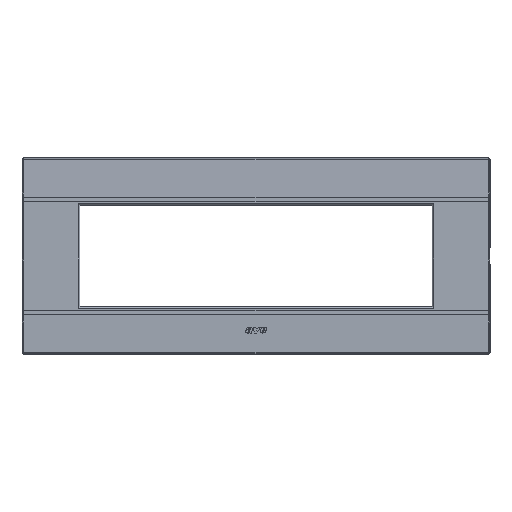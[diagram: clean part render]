
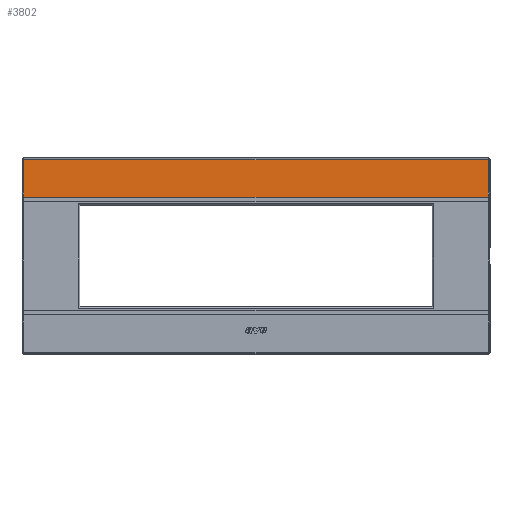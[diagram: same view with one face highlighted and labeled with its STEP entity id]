
A CAD part, top view. The second image highlights one B-rep face of the part: STEP entity #3802.
In plain terms, the highlighted planar face has unit normal (0, 0.018, 1).
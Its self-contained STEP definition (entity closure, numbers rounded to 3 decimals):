
#3637=CARTESIAN_POINT('Line Origine',(52.5,26.447,5.482)) ;
#3641=CARTESIAN_POINT('Vertex',(104.238,26.447,5.482)) ;
#3643=CARTESIAN_POINT('Vertex',(-104.238,26.447,5.482)) ;
#3772=CARTESIAN_POINT('Axis2P3D Location',(0.,25.4,5.5)) ;
#3777=CARTESIAN_POINT('Line Origine',(104.246,34.855,5.335)) ;
#3781=CARTESIAN_POINT('Vertex',(104.254,43.262,5.188)) ;
#3784=CARTESIAN_POINT('Line Origine',(0.,43.262,5.188)) ;
#3788=CARTESIAN_POINT('Vertex',(-104.254,43.262,5.188)) ;
#3791=CARTESIAN_POINT('Line Origine',(-104.246,34.855,5.335)) ;
#3638=DIRECTION('Vector Direction',(1.,0.,0.)) ;
#3773=DIRECTION('Axis2P3D Direction',(0.,-0.017,-1.)) ;
#3774=DIRECTION('Axis2P3D XDirection',(0.,1.,-0.017)) ;
#3778=DIRECTION('Vector Direction',(0.001,1.,-0.017)) ;
#3785=DIRECTION('Vector Direction',(-1.,0.,0.)) ;
#3792=DIRECTION('Vector Direction',(-0.001,1.,-0.017)) ;
#3775=AXIS2_PLACEMENT_3D('Plane Axis2P3D',#3772,#3773,#3774) ;
#3797=ORIENTED_EDGE('',*,*,#3783,.T.) ;
#3798=ORIENTED_EDGE('',*,*,#3790,.F.) ;
#3799=ORIENTED_EDGE('',*,*,#3795,.F.) ;
#3800=ORIENTED_EDGE('',*,*,#3645,.F.) ;
#3639=VECTOR('Line Direction',#3638,1.) ;
#3779=VECTOR('Line Direction',#3778,1.) ;
#3786=VECTOR('Line Direction',#3785,1.) ;
#3793=VECTOR('Line Direction',#3792,1.) ;
#3802=ADVANCED_FACE('PartBody',(#3801),#3776,.F.) ;
#3645=EDGE_CURVE('',#3642,#3644,#3640,.F.) ;
#3783=EDGE_CURVE('',#3642,#3782,#3780,.T.) ;
#3790=EDGE_CURVE('',#3789,#3782,#3787,.F.) ;
#3795=EDGE_CURVE('',#3644,#3789,#3794,.T.) ;
#3796=EDGE_LOOP('',(#3797,#3798,#3799,#3800)) ;
#3801=FACE_OUTER_BOUND('',#3796,.T.) ;
#3640=LINE('Line',#3637,#3639) ;
#3780=LINE('Line',#3777,#3779) ;
#3787=LINE('Line',#3784,#3786) ;
#3794=LINE('Line',#3791,#3793) ;
#3776=PLANE('',#3775) ;
#3642=VERTEX_POINT('',#3641) ;
#3644=VERTEX_POINT('',#3643) ;
#3782=VERTEX_POINT('',#3781) ;
#3789=VERTEX_POINT('',#3788) ;
